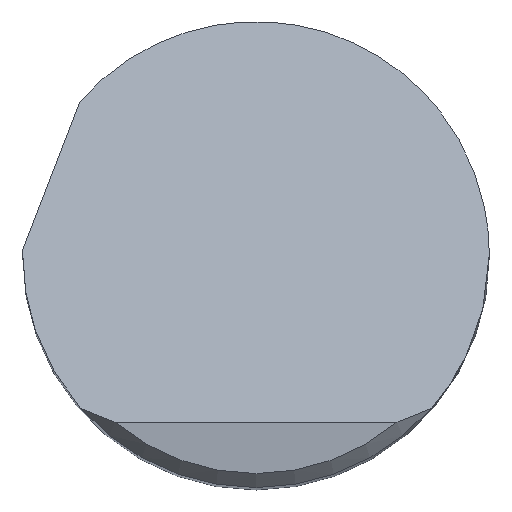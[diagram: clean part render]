
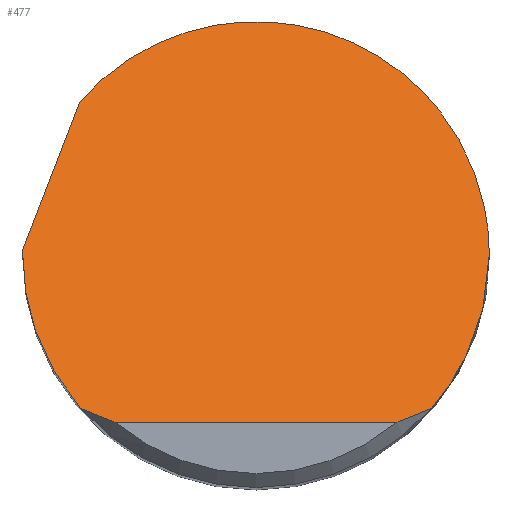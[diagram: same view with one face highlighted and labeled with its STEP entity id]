
A CAD part, top view. The second image highlights one B-rep face of the part: STEP entity #477.
In plain terms, the highlighted planar face has unit normal (0, 0.707, 0.707).
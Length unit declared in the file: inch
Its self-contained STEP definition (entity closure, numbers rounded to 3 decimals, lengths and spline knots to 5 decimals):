
#2 = CARTESIAN_POINT ( 'NONE',  ( -0.16367, -0.17542, 4.49542 ) ) ;
#35 = PLANE ( 'NONE',  #252 ) ;
#39 = CARTESIAN_POINT ( 'NONE',  ( 0.22834, -0.11887, 4.43887 ) ) ;
#67 = VERTEX_POINT ( 'NONE', #311 ) ;
#68 = CARTESIAN_POINT ( 'NONE',  ( -0.22834, -0.11887, 4.43887 ) ) ;
#70 = CARTESIAN_POINT ( 'NONE',  ( 0.17589, -0.1704, 4.4904 ) ) ;
#87 = CARTESIAN_POINT ( 'NONE',  ( -0.25, 0., 4.32 ) ) ;
#89 = ORIENTED_EDGE ( 'NONE', *, *, #736, .T. ) ;
#90 = CARTESIAN_POINT ( 'NONE',  ( -0.31638, -0.1672, 4.4872 ) ) ;
#96 = LINE ( 'NONE', #695, #294 ) ;
#103 = VERTEX_POINT ( 'NONE', #869 ) ;
#122 =( BOUNDED_CURVE ( )  B_SPLINE_CURVE ( 3, ( #87, #355, #286, #157 ),
 .UNSPECIFIED., .F., .F. ) 
 B_SPLINE_CURVE_WITH_KNOTS ( ( 4, 4 ),
 ( 4.71239, 4.73239 ),
 .UNSPECIFIED. ) 
 CURVE ( )  GEOMETRIC_REPRESENTATION_ITEM ( )  RATIONAL_B_SPLINE_CURVE ( ( 1., 1., 1., 1. ) ) 
 REPRESENTATION_ITEM ( '' )  );
#148 =( BOUNDED_CURVE ( )  B_SPLINE_CURVE ( 3, ( #456, #584, #39, #714 ),
 .UNSPECIFIED., .F., .F. ) 
 B_SPLINE_CURVE_WITH_KNOTS ( ( 4, 4 ),
 ( 1.5708, 2.29162 ),
 .UNSPECIFIED. ) 
 CURVE ( )  GEOMETRIC_REPRESENTATION_ITEM ( )  RATIONAL_B_SPLINE_CURVE ( ( 1., 0.957, 0.957, 1. ) ) 
 REPRESENTATION_ITEM ( '' )  );
#150 = EDGE_CURVE ( 'NONE', #103, #67, #543, .T. ) ;
#156 = CARTESIAN_POINT ( 'NONE',  ( 0.25, 0., 4.32 ) ) ;
#157 = CARTESIAN_POINT ( 'NONE',  ( -0.24995, 0.005, 4.315 ) ) ;
#178 = ORIENTED_EDGE ( 'NONE', *, *, #150, .T. ) ;
#185 = FACE_OUTER_BOUND ( 'NONE', #348, .T. ) ;
#191 = ORIENTED_EDGE ( 'NONE', *, *, #485, .F. ) ;
#209 = CARTESIAN_POINT ( 'NONE',  ( -0.18782, -0.165, 4.485 ) ) ;
#252 = AXIS2_PLACEMENT_3D ( 'NONE', #434, #650, #855 ) ;
#276 = EDGE_CURVE ( 'NONE', #323, #502, #122, .T. ) ;
#286 = CARTESIAN_POINT ( 'NONE',  ( -0.24998, 0.00333, 4.31667 ) ) ;
#289 = CARTESIAN_POINT ( 'NONE',  ( -0.25, 0., 4.32 ) ) ;
#294 = VECTOR ( 'NONE', #762, 39.37008 ) ;
#304 = B_SPLINE_CURVE_WITH_KNOTS ( 'NONE', 3,
 ( #753, #688, #2, #624 ),
 .UNSPECIFIED., .F., .F.,
 ( 4, 4 ),
 ( 0., 0.00108 ),
 .UNSPECIFIED. ) ;
#311 = CARTESIAN_POINT ( 'NONE',  ( 0.18782, -0.165, 4.485 ) ) ;
#314 = ORIENTED_EDGE ( 'NONE', *, *, #818, .F. ) ;
#323 = VERTEX_POINT ( 'NONE', #444 ) ;
#348 = EDGE_LOOP ( 'NONE', ( #811, #178, #191, #353, #314, #586, #658, #89 ) ) ;
#353 = ORIENTED_EDGE ( 'NONE', *, *, #708, .F. ) ;
#355 = CARTESIAN_POINT ( 'NONE',  ( -0.25, 0.00167, 4.31833 ) ) ;
#364 = VECTOR ( 'NONE', #382, 39.37008 ) ;
#382 = DIRECTION ( 'NONE',  ( 0.263, 0.682, -0.682 ) ) ;
#384 = VERTEX_POINT ( 'NONE', #826 ) ;
#405 = VERTEX_POINT ( 'NONE', #421 ) ;
#417 = CARTESIAN_POINT ( 'NONE',  ( 0.18782, -0.165, 4.485 ) ) ;
#419 = CARTESIAN_POINT ( 'NONE',  ( -0.18855, 0.16416, 4.15584 ) ) ;
#421 = CARTESIAN_POINT ( 'NONE',  ( -0.18782, -0.165, 4.485 ) ) ;
#434 = CARTESIAN_POINT ( 'NONE',  ( -0.25, -0.18, 4.5 ) ) ;
#440 = CARTESIAN_POINT ( 'NONE',  ( -0.15108, -0.18, 4.5 ) ) ;
#444 = CARTESIAN_POINT ( 'NONE',  ( -0.25, 0., 4.32 ) ) ;
#456 = CARTESIAN_POINT ( 'NONE',  ( 0.25, 0., 4.32 ) ) ;
#477 = ADVANCED_FACE ( 'NONE', ( #185 ), #35, .F. ) ;
#483 = CARTESIAN_POINT ( 'NONE',  ( -0.18855, 0.16416, 4.15584 ) ) ;
#484 = CARTESIAN_POINT ( 'NONE',  ( 0.15108, -0.18, 4.5 ) ) ;
#485 = EDGE_CURVE ( 'NONE', #384, #67, #148, .T. ) ;
#502 = VERTEX_POINT ( 'NONE', #775 ) ;
#543 = B_SPLINE_CURVE_WITH_KNOTS ( 'NONE', 3,
 ( #484, #816, #70, #417 ),
 .UNSPECIFIED., .F., .F.,
 ( 4, 4 ),
 ( 0., 0.00108 ),
 .UNSPECIFIED. ) ;
#558 =( BOUNDED_CURVE ( )  B_SPLINE_CURVE ( 3, ( #483, #679, #820, #156 ),
 .UNSPECIFIED., .F., .F. ) 
 B_SPLINE_CURVE_WITH_KNOTS ( ( 4, 4 ),
 ( 5.42872, 7.85398 ),
 .UNSPECIFIED. ) 
 CURVE ( )  GEOMETRIC_REPRESENTATION_ITEM ( )  RATIONAL_B_SPLINE_CURVE ( ( 1., 0.567, 0.567, 1. ) ) 
 REPRESENTATION_ITEM ( '' )  );
#584 = CARTESIAN_POINT ( 'NONE',  ( 0.25, -0.06141, 4.38141 ) ) ;
#586 = ORIENTED_EDGE ( 'NONE', *, *, #276, .F. ) ;
#624 = CARTESIAN_POINT ( 'NONE',  ( -0.15108, -0.18, 4.5 ) ) ;
#639 = LINE ( 'NONE', #90, #364 ) ;
#650 = DIRECTION ( 'NONE',  ( 0., -0.707, -0.707 ) ) ;
#658 = ORIENTED_EDGE ( 'NONE', *, *, #666, .F. ) ;
#666 = EDGE_CURVE ( 'NONE', #405, #323, #700, .T. ) ;
#679 = CARTESIAN_POINT ( 'NONE',  ( -0.0078, 0.37177, 3.94823 ) ) ;
#688 = CARTESIAN_POINT ( 'NONE',  ( -0.17589, -0.1704, 4.4904 ) ) ;
#695 = CARTESIAN_POINT ( 'NONE',  ( 0., -0.18, 4.5 ) ) ;
#700 =( BOUNDED_CURVE ( )  B_SPLINE_CURVE ( 3, ( #209, #68, #824, #289 ),
 .UNSPECIFIED., .F., .F. ) 
 B_SPLINE_CURVE_WITH_KNOTS ( ( 4, 4 ),
 ( 3.99157, 4.71239 ),
 .UNSPECIFIED. ) 
 CURVE ( )  GEOMETRIC_REPRESENTATION_ITEM ( )  RATIONAL_B_SPLINE_CURVE ( ( 1., 0.957, 0.957, 1. ) ) 
 REPRESENTATION_ITEM ( '' )  );
#708 = EDGE_CURVE ( 'NONE', #761, #384, #558, .T. ) ;
#714 = CARTESIAN_POINT ( 'NONE',  ( 0.18782, -0.165, 4.485 ) ) ;
#736 = EDGE_CURVE ( 'NONE', #405, #864, #304, .T. ) ;
#753 = CARTESIAN_POINT ( 'NONE',  ( -0.18782, -0.165, 4.485 ) ) ;
#761 = VERTEX_POINT ( 'NONE', #419 ) ;
#762 = DIRECTION ( 'NONE',  ( 1., 0., 0. ) ) ;
#775 = CARTESIAN_POINT ( 'NONE',  ( -0.24995, 0.005, 4.315 ) ) ;
#801 = EDGE_CURVE ( 'NONE', #864, #103, #96, .T. ) ;
#811 = ORIENTED_EDGE ( 'NONE', *, *, #801, .T. ) ;
#816 = CARTESIAN_POINT ( 'NONE',  ( 0.16367, -0.17542, 4.49542 ) ) ;
#818 = EDGE_CURVE ( 'NONE', #502, #761, #639, .T. ) ;
#820 = CARTESIAN_POINT ( 'NONE',  ( 0.25, 0.27527, 4.04473 ) ) ;
#824 = CARTESIAN_POINT ( 'NONE',  ( -0.25, -0.06141, 4.38141 ) ) ;
#826 = CARTESIAN_POINT ( 'NONE',  ( 0.25, 0., 4.32 ) ) ;
#855 = DIRECTION ( 'NONE',  ( 0., 0.707, -0.707 ) ) ;
#864 = VERTEX_POINT ( 'NONE', #440 ) ;
#869 = CARTESIAN_POINT ( 'NONE',  ( 0.15108, -0.18, 4.5 ) ) ;
